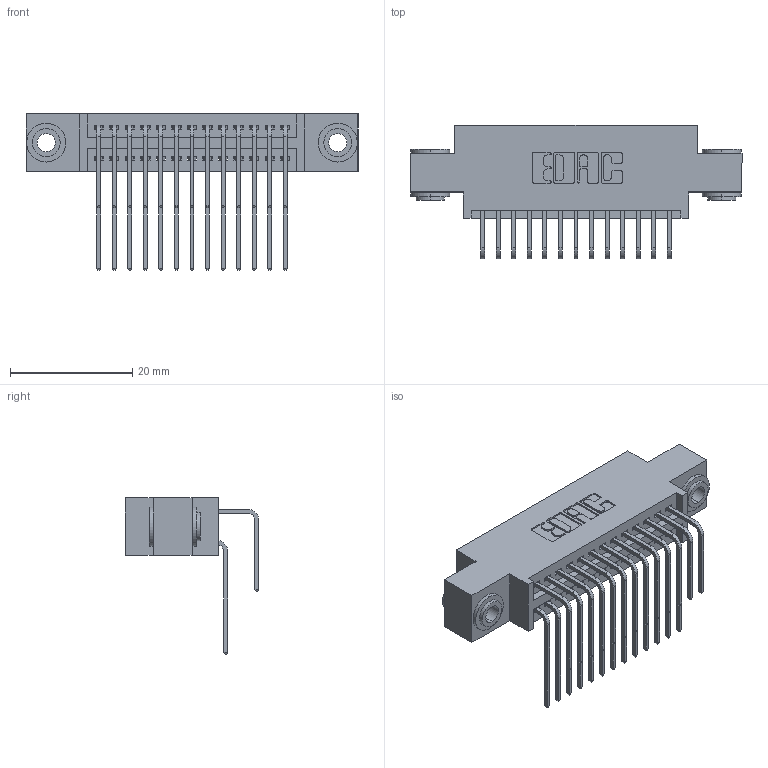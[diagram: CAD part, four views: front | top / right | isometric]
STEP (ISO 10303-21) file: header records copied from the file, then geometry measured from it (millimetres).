
FILE_DESCRIPTION (( 'STEP AP203' ), '1' );
FILE_NAME ('345-026-558-803.STEP', '2018-08-22T03:45:44', ( '' ), ( '' ), 'SwSTEP 2.0', 'SolidWorks 2016', '' );
FILE_SCHEMA (( 'CONFIG_CONTROL_DESIGN' ));
Length unit declared in the file: inch
Products named in the file (5): 345 Part_0.170 Offset - 0.156 Dia-TH; 345-292-001_558 559 Tail - 1; 345-292-001_558 Tail - 2; 345-250-002_345-250-002-102; 345-026-558-803
Assembly tree (29 placements, depth 2):
  345-026-558-803
    345 Part_0.170 Offset - 0.156 Dia-TH
    345-292-001_558 559 Tail - 1  x13
    345-292-001_558 Tail - 2  x13
    345-250-002_345-250-002-102  x2
Bounding box: 54.23 x 21.83 x 25.53 mm (x, y, z)
Volume: 5054.7 mm3; surface area: 7963.6 mm2
Topology: 29 solids, 29 shells, 1520 faces, 4459 edges, 2934 vertices
Faces by surface type: plane 1004, cylinder 508, cone 8
Entity records: 16538 total; most frequent: CARTESIAN_POINT 2822, ORIENTED_EDGE 2698, DIRECTION 2527, EDGE_CURVE 1349, LINE 1101, VECTOR 1101, VERTEX_POINT 894, AXIS2_PLACEMENT_3D 713
